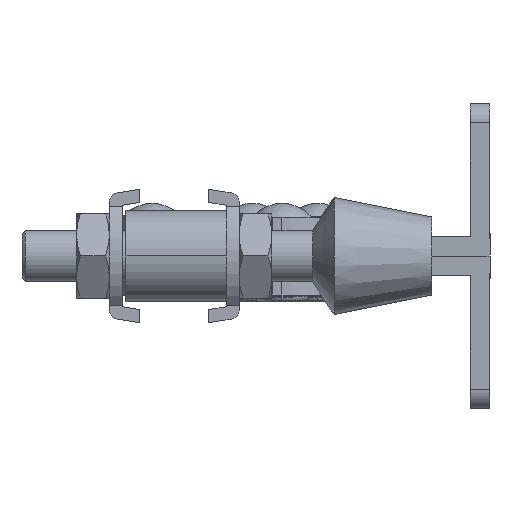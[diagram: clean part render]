
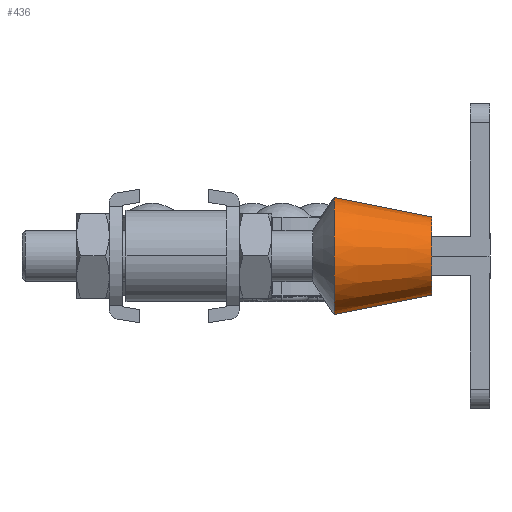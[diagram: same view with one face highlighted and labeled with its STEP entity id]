
A CAD part, left-side view. The second image highlights one B-rep face of the part: STEP entity #436.
In plain terms, the highlighted conical face has half-angle 11.31 degrees and reference radius 6 mm.
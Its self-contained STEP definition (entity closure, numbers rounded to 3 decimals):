
#104 = CARTESIAN_POINT ( 'NONE',  ( -37.027, 9., -6. ) ) ;
#189 = VERTEX_POINT ( 'NONE', #2088 ) ;
#276 = ORIENTED_EDGE ( 'NONE', *, *, #3144, .F. ) ;
#290 = EDGE_CURVE ( 'NONE', #1198, #3593, #3400, .T. ) ;
#436 = ADVANCED_FACE ( 'NONE', ( #1850 ), #6417, .T. ) ;
#814 = AXIS2_PLACEMENT_3D ( 'NONE', #992, #2587, #1142 ) ;
#992 = CARTESIAN_POINT ( 'NONE',  ( -37.027, 9., 0. ) ) ;
#1142 = DIRECTION ( 'NONE',  ( 0., 0., 1. ) ) ;
#1198 = VERTEX_POINT ( 'NONE', #2117 ) ;
#1390 = DIRECTION ( 'NONE',  ( 0., -1., 0. ) ) ;
#1646 = AXIS2_PLACEMENT_3D ( 'NONE', #2933, #1390, #8290 ) ;
#1850 = FACE_OUTER_BOUND ( 'NONE', #2267, .T. ) ;
#2088 = CARTESIAN_POINT ( 'NONE',  ( -37.027, 9., 6. ) ) ;
#2117 = CARTESIAN_POINT ( 'NONE',  ( -37.027, 24., 9. ) ) ;
#2267 = EDGE_LOOP ( 'NONE', ( #276, #8992, #3253, #4285 ) ) ;
#2587 = DIRECTION ( 'NONE',  ( 0., 1., 0. ) ) ;
#2750 = EDGE_CURVE ( 'NONE', #189, #5379, #7826, .T. ) ;
#2933 = CARTESIAN_POINT ( 'NONE',  ( -37.027, 24., 0. ) ) ;
#3144 = EDGE_CURVE ( 'NONE', #5379, #3593, #5181, .T. ) ;
#3253 = ORIENTED_EDGE ( 'NONE', *, *, #8473, .T. ) ;
#3400 = CIRCLE ( 'NONE', #1646, 9. ) ;
#3593 = VERTEX_POINT ( 'NONE', #6638 ) ;
#3837 = CARTESIAN_POINT ( 'NONE',  ( -37.027, 9., -6. ) ) ;
#3917 = DIRECTION ( 'NONE',  ( 0., 0.981, -0.196 ) ) ;
#3987 = VECTOR ( 'NONE', #3917, 1000. ) ;
#4285 = ORIENTED_EDGE ( 'NONE', *, *, #290, .T. ) ;
#5181 = LINE ( 'NONE', #104, #3987 ) ;
#5379 = VERTEX_POINT ( 'NONE', #3837 ) ;
#5936 = LINE ( 'NONE', #7379, #6415 ) ;
#6415 = VECTOR ( 'NONE', #8989, 1000. ) ;
#6417 = CONICAL_SURFACE ( 'NONE', #814, 6., 0.197 ) ;
#6638 = CARTESIAN_POINT ( 'NONE',  ( -37.027, 24., -9. ) ) ;
#6735 = DIRECTION ( 'NONE',  ( 0., 0., -1. ) ) ;
#7379 = CARTESIAN_POINT ( 'NONE',  ( -37.027, 9., 6. ) ) ;
#7826 = CIRCLE ( 'NONE', #8806, 6. ) ;
#8290 = DIRECTION ( 'NONE',  ( 0., 0., -1. ) ) ;
#8473 = EDGE_CURVE ( 'NONE', #189, #1198, #5936, .T. ) ;
#8806 = AXIS2_PLACEMENT_3D ( 'NONE', #9110, #9044, #6735 ) ;
#8989 = DIRECTION ( 'NONE',  ( 0., 0.981, 0.196 ) ) ;
#8992 = ORIENTED_EDGE ( 'NONE', *, *, #2750, .F. ) ;
#9044 = DIRECTION ( 'NONE',  ( 0., -1., 0. ) ) ;
#9110 = CARTESIAN_POINT ( 'NONE',  ( -37.027, 9., 0. ) ) ;
